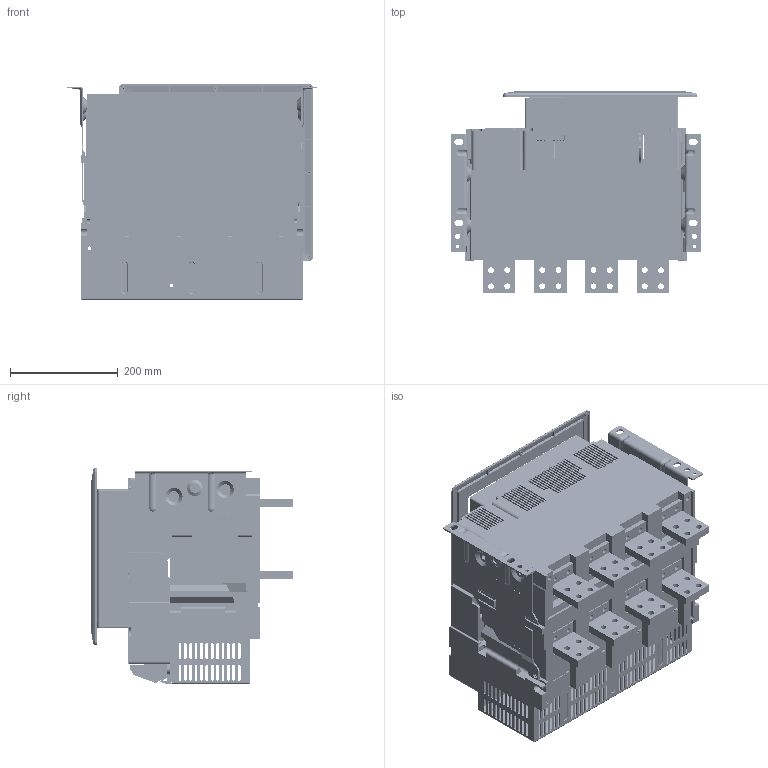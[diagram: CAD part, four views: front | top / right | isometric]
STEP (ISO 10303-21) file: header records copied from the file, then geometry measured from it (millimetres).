
FILE_DESCRIPTION((''),'2;1');
FILE_NAME('NA8-2500-2500-F-4P_ASM','2024-09-19T15:48:10',('dychun'),(''),'CREO PARAMETRIC BY PTC INC, 2020044','CREO PARAMETRIC BY PTC INC, 2020044','');
FILE_SCHEMA(('CONFIG_CONTROL_DESIGN','SHAPE_APPEARANCE_LAYERS_GROUPS'));
Products named in the file (32): 2500-JIZUO-4P_3; 2500-DIBAN-4P_2; 8ZTD_123_166_A_5_1; 8ZTD_123_167_A_5_1; 8060A0306108_3_1; 8060A0306109_3_1; 8ZTD-300-A052_2; 8ZTD_060_208_V4_3_1; 8ZTD_253_781_3_1; 8ZTD_253_577_6_1; 8282A0820014_6_1; 8ZTD_321_090_3_1; 8ZTD_253_780_3_1; 8ZTD_253_779_4_1; 8ZTD_282_1203_AF0_5_1; 5ZTD_060_113_2_ASM_4_1_ASM; 8ZTD_005_642_V211_2; 8ZTD_253_782_4_1; 8ZTD-064-138_4_1; 8ZTD-024-689_5_1; 8ZTD-860-511_5_1; 1600-DUANZI-CTS_ASM_4_1_ASM; 8-040-432_26_1; 8-004-030_99_1; 8-320-094_19_1; 8-860-KZQ_3_1; NA8-2500H-2500-F-4P_ASM_2_ASM; 8ZTD_320_088_2; 8ZTD-371-082; 250002_ASM; 8580A0412106; NA8-2500-2500-F-4P_ASM
Assembly tree (52 placements, depth 4):
  NA8-2500-2500-F-4P_ASM
    NA8-2500H-2500-F-4P_ASM_2_ASM
      2500-JIZUO-4P_3
      2500-DIBAN-4P_2
      8ZTD_123_166_A_5_1
      8ZTD_123_167_A_5_1
      8060A0306108_3_1
      8060A0306109_3_1
      8ZTD-300-A052_2
      5ZTD_060_113_2_ASM_4_1_ASM
        8ZTD_060_208_V4_3_1
        8ZTD_253_781_3_1
        8ZTD_253_577_6_1
        8282A0820014_6_1
        8ZTD_321_090_3_1
        8ZTD_253_780_3_1
        8ZTD_253_779_4_1
        8ZTD_282_1203_AF0_5_1  x2
      8ZTD_005_642_V211_2
      8ZTD_253_782_4_1
      1600-DUANZI-CTS_ASM_4_1_ASM
        8ZTD-064-138_4_1
        8ZTD-024-689_5_1  x14
        8ZTD-860-511_5_1
      8-040-432_26_1
      8-004-030_99_1
      8-320-094_19_1
      8-860-KZQ_3_1
    250002_ASM
      8ZTD_320_088_2
      8ZTD-371-082
    8580A0412106  x8
Bounding box: 465 x 375.01 x 400.5 mm (x, y, z)
Volume: 21565860 mm3; surface area: 2923057.9 mm2
Topology: 48 solids, 69 shells, 10217 faces, 28528 edges, 18891 vertices
Faces by surface type: plane 7406, cylinder 1907, extrusion 270, bspline 246, cone 153, torus 128, sphere 102, revolution 5
Entity records: 313154 total; most frequent: CARTESIAN_POINT 76569, ORIENTED_EDGE 40114, DIRECTION 36369, EDGE_CURVE 20073, VECTOR 14440, LINE 14170, VERTEX_POINT 13306, AXIS2_PLACEMENT_3D 10962
